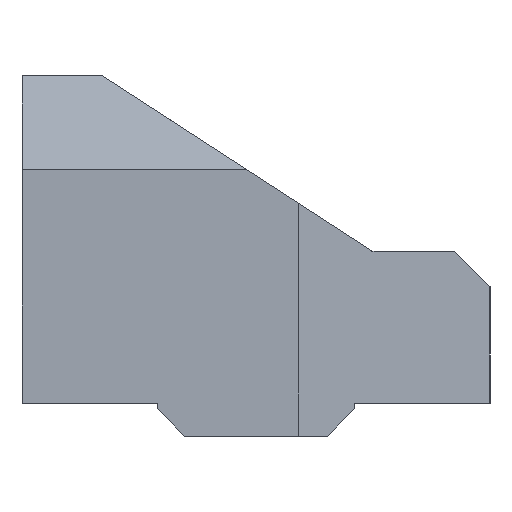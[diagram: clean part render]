
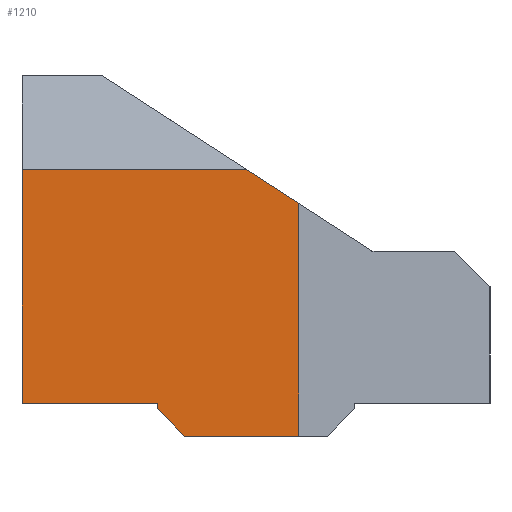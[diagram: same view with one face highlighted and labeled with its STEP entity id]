
A CAD part, left-side view. The second image highlights one B-rep face of the part: STEP entity #1210.
In plain terms, the highlighted planar face has unit normal (-1, 0, 0).
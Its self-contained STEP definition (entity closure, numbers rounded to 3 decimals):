
#55=FACE_OUTER_BOUND('',#126,.T.);
#126=EDGE_LOOP('',(#881,#882,#883,#884,#885,#886,#887,#888));
#195=LINE('',#1720,#354);
#218=LINE('',#1768,#377);
#222=LINE('',#1775,#381);
#229=LINE('',#1795,#388);
#246=LINE('',#1832,#405);
#247=LINE('',#1834,#406);
#248=LINE('',#1836,#407);
#249=LINE('',#1837,#408);
#354=VECTOR('',#1386,10.);
#377=VECTOR('',#1419,10.);
#381=VECTOR('',#1425,10.);
#388=VECTOR('',#1444,10.);
#405=VECTOR('',#1475,10.);
#406=VECTOR('',#1476,10.);
#407=VECTOR('',#1477,10.);
#408=VECTOR('',#1478,10.);
#511=VERTEX_POINT('',#1717);
#512=VERTEX_POINT('',#1719);
#529=VERTEX_POINT('',#1761);
#532=VERTEX_POINT('',#1766);
#534=VERTEX_POINT('',#1773);
#554=VERTEX_POINT('',#1831);
#555=VERTEX_POINT('',#1833);
#556=VERTEX_POINT('',#1835);
#625=EDGE_CURVE('',#512,#511,#195,.T.);
#649=EDGE_CURVE('',#532,#529,#218,.T.);
#653=EDGE_CURVE('',#534,#532,#222,.T.);
#663=EDGE_CURVE('',#511,#529,#229,.T.);
#682=EDGE_CURVE('',#554,#534,#246,.T.);
#683=EDGE_CURVE('',#555,#554,#247,.T.);
#684=EDGE_CURVE('',#556,#555,#248,.T.);
#685=EDGE_CURVE('',#512,#556,#249,.T.);
#881=ORIENTED_EDGE('',*,*,#649,.F.);
#882=ORIENTED_EDGE('',*,*,#653,.F.);
#883=ORIENTED_EDGE('',*,*,#682,.F.);
#884=ORIENTED_EDGE('',*,*,#683,.F.);
#885=ORIENTED_EDGE('',*,*,#684,.F.);
#886=ORIENTED_EDGE('',*,*,#685,.F.);
#887=ORIENTED_EDGE('',*,*,#625,.T.);
#888=ORIENTED_EDGE('',*,*,#663,.T.);
#1145=PLANE('',#1305);
#1210=ADVANCED_FACE('',(#55),#1145,.T.);
#1305=AXIS2_PLACEMENT_3D('',#1830,#1473,#1474);
#1386=DIRECTION('',(0.,0.,1.));
#1419=DIRECTION('',(0.,-1.,0.));
#1425=DIRECTION('',(0.,0.,1.));
#1444=DIRECTION('',(0.,0.839,0.544));
#1473=DIRECTION('center_axis',(-1.,0.,0.));
#1474=DIRECTION('ref_axis',(0.,1.,0.));
#1475=DIRECTION('',(0.,1.,0.));
#1476=DIRECTION('',(0.,0.,1.));
#1477=DIRECTION('',(0.,0.707,0.707));
#1478=DIRECTION('',(0.,1.,0.));
#1717=CARTESIAN_POINT('',(0.,8.175,3.556));
#1719=CARTESIAN_POINT('',(0.,8.175,-6.4));
#1720=CARTESIAN_POINT('',(0.,8.175,0.75));
#1761=CARTESIAN_POINT('',(0.,10.404,5.));
#1766=CARTESIAN_POINT('',(0.,20.,5.));
#1768=CARTESIAN_POINT('',(0.,8.125,5.));
#1773=CARTESIAN_POINT('',(0.,20.,-5.));
#1775=CARTESIAN_POINT('',(0.,20.,0.));
#1795=CARTESIAN_POINT('',(0.,6.647,2.567));
#1830=CARTESIAN_POINT('Origin',(0.,0.,0.));
#1831=CARTESIAN_POINT('',(0.,14.225,-5.));
#1832=CARTESIAN_POINT('',(0.,0.,-5.));
#1833=CARTESIAN_POINT('',(0.,14.225,-5.225));
#1834=CARTESIAN_POINT('',(0.,14.225,-5.35));
#1835=CARTESIAN_POINT('',(0.,13.05,-6.4));
#1836=CARTESIAN_POINT('',(0.,13.05,-6.4));
#1837=CARTESIAN_POINT('',(0.,11.525,-6.4));
